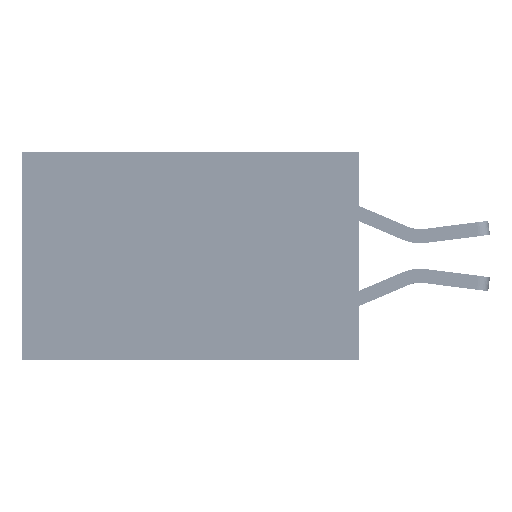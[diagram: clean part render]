
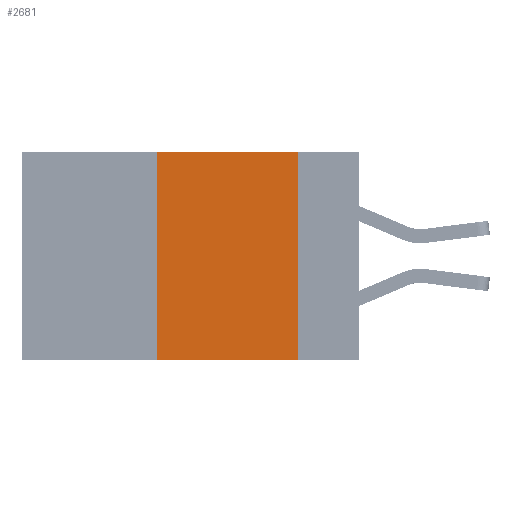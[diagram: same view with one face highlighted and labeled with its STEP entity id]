
A CAD part, left-side view. The second image highlights one B-rep face of the part: STEP entity #2681.
In plain terms, the highlighted planar face has unit normal (-1, 0, 0).
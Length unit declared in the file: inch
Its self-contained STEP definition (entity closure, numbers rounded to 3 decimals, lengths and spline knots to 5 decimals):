
#21 = VERTEX_POINT ( 'NONE', #28263 ) ;
#2681 = ADVANCED_FACE ( 'NONE', ( #50464 ), #30406, .F. ) ;
#4868 = DIRECTION ( 'NONE',  ( 0., -1., 0. ) ) ;
#6540 = VECTOR ( 'NONE', #4868, 39.37008 ) ;
#6923 = EDGE_CURVE ( 'NONE', #32239, #21, #44604, .T. ) ;
#7127 = DIRECTION ( 'NONE',  ( 0., -1., 0. ) ) ;
#7382 = CARTESIAN_POINT ( 'NONE',  ( 0., 0.36, 0. ) ) ;
#8939 = DIRECTION ( 'NONE',  ( 0., 0., -1. ) ) ;
#9431 = ORIENTED_EDGE ( 'NONE', *, *, #6923, .F. ) ;
#11631 = VERTEX_POINT ( 'NONE', #44995 ) ;
#14434 = LINE ( 'NONE', #7382, #29900 ) ;
#14804 = CARTESIAN_POINT ( 'NONE',  ( 0., 0.6, 0. ) ) ;
#15048 = CARTESIAN_POINT ( 'NONE',  ( 0., 0.6, -0.37 ) ) ;
#15058 = DIRECTION ( 'NONE',  ( 0., 0., -1. ) ) ;
#15973 = LINE ( 'NONE', #47211, #44140 ) ;
#16221 = EDGE_CURVE ( 'NONE', #40620, #21, #50705, .T. ) ;
#23639 = AXIS2_PLACEMENT_3D ( 'NONE', #14804, #26002, #15058 ) ;
#24656 = ORIENTED_EDGE ( 'NONE', *, *, #44584, .F. ) ;
#26002 = DIRECTION ( 'NONE',  ( 1., 0., 0. ) ) ;
#28263 = CARTESIAN_POINT ( 'NONE',  ( 0., 0.11, -0.37 ) ) ;
#29900 = VECTOR ( 'NONE', #38868, 39.37008 ) ;
#30406 = PLANE ( 'NONE',  #23639 ) ;
#31066 = ORIENTED_EDGE ( 'NONE', *, *, #41314, .F. ) ;
#32239 = VERTEX_POINT ( 'NONE', #43962 ) ;
#33462 = EDGE_LOOP ( 'NONE', ( #9431, #24656, #31066, #50429 ) ) ;
#36526 = CARTESIAN_POINT ( 'NONE',  ( 0., 0.11, 0. ) ) ;
#38868 = DIRECTION ( 'NONE',  ( 0., 0., 1. ) ) ;
#40344 = VECTOR ( 'NONE', #8939, 39.37008 ) ;
#40620 = VERTEX_POINT ( 'NONE', #48359 ) ;
#41314 = EDGE_CURVE ( 'NONE', #40620, #11631, #14434, .T. ) ;
#43962 = CARTESIAN_POINT ( 'NONE',  ( 0., 0.11, 0. ) ) ;
#44140 = VECTOR ( 'NONE', #7127, 39.37008 ) ;
#44584 = EDGE_CURVE ( 'NONE', #11631, #32239, #15973, .T. ) ;
#44604 = LINE ( 'NONE', #36526, #40344 ) ;
#44995 = CARTESIAN_POINT ( 'NONE',  ( 0., 0.36, 0. ) ) ;
#47211 = CARTESIAN_POINT ( 'NONE',  ( 0., 0.6, 0. ) ) ;
#48359 = CARTESIAN_POINT ( 'NONE',  ( 0., 0.36, -0.37 ) ) ;
#50429 = ORIENTED_EDGE ( 'NONE', *, *, #16221, .T. ) ;
#50464 = FACE_OUTER_BOUND ( 'NONE', #33462, .T. ) ;
#50705 = LINE ( 'NONE', #15048, #6540 ) ;
